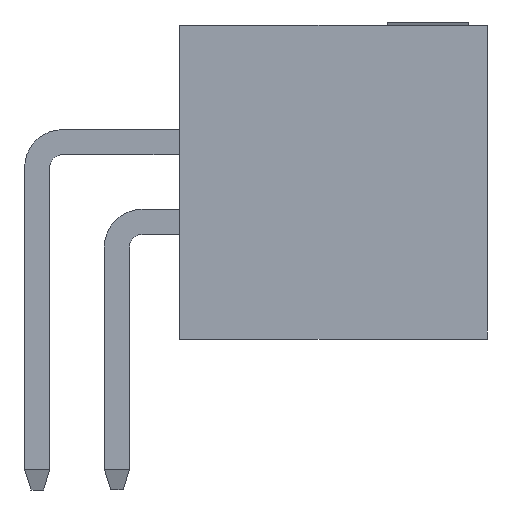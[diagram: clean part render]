
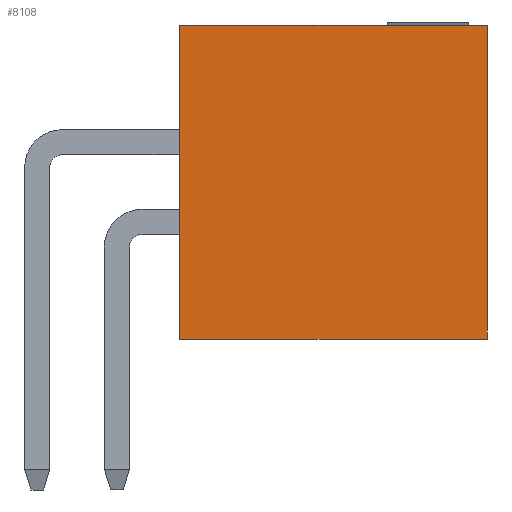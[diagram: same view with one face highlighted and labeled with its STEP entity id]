
A CAD part, front view. The second image highlights one B-rep face of the part: STEP entity #8108.
In plain terms, the highlighted face is planar.
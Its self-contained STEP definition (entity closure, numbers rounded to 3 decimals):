
#441=ORIENTED_EDGE('',*,*,#1988,.F.);
#442=ORIENTED_EDGE('',*,*,#1989,.F.);
#443=ORIENTED_EDGE('',*,*,#1990,.T.);
#444=ORIENTED_EDGE('',*,*,#1991,.T.);
#1988=EDGE_CURVE('',#2756,#2757,#3340,.T.);
#1989=EDGE_CURVE('',#2758,#2756,#3341,.T.);
#1990=EDGE_CURVE('',#2758,#2759,#3342,.T.);
#1991=EDGE_CURVE('',#2759,#2757,#3343,.T.);
#2756=VERTEX_POINT('',#10767);
#2757=VERTEX_POINT('',#10768);
#2758=VERTEX_POINT('',#10770);
#2759=VERTEX_POINT('',#10772);
#3340=LINE('',#10766,#4136);
#3341=LINE('',#10769,#4137);
#3342=LINE('',#10771,#4138);
#3343=LINE('',#10773,#4139);
#4136=VECTOR('',#9132,1000.);
#4137=VECTOR('',#9133,1000.);
#4138=VECTOR('',#9134,1000.);
#4139=VECTOR('',#9135,1000.);
#4774=EDGE_LOOP('',(#441,#442,#443,#444));
#5118=FACE_BOUND('',#4774,.T.);
#5462=PLANE('',#8448);
#8108=ADVANCED_FACE('',(#5118),#5462,.T.);
#8448=AXIS2_PLACEMENT_3D('',#10765,#9130,#9131);
#9130=DIRECTION('',(1.,0.,0.));
#9131=DIRECTION('',(0.,0.,-1.));
#9132=DIRECTION('',(0.,0.,-1.));
#9133=DIRECTION('',(0.,1.,0.));
#9134=DIRECTION('',(0.,0.,-1.));
#9135=DIRECTION('',(0.,1.,0.));
#10765=CARTESIAN_POINT('',(6.35,-2.5,2.45));
#10766=CARTESIAN_POINT('',(6.35,2.5,2.45));
#10767=CARTESIAN_POINT('',(6.35,2.5,2.45));
#10768=CARTESIAN_POINT('',(6.35,2.5,-2.45));
#10769=CARTESIAN_POINT('',(6.35,-2.5,2.45));
#10770=CARTESIAN_POINT('',(6.35,-2.5,2.45));
#10771=CARTESIAN_POINT('',(6.35,-2.5,2.45));
#10772=CARTESIAN_POINT('',(6.35,-2.5,-2.45));
#10773=CARTESIAN_POINT('',(6.35,-2.5,-2.45));
